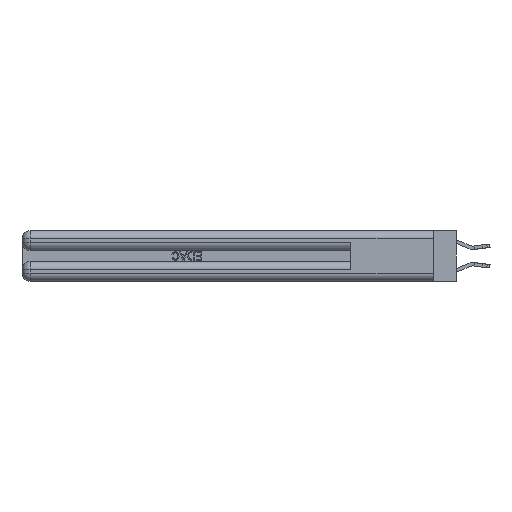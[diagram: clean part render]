
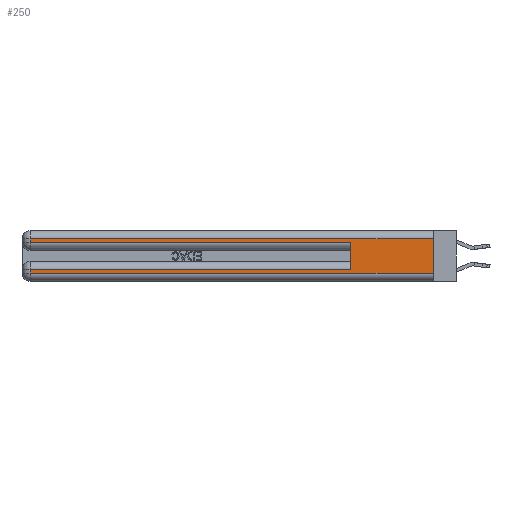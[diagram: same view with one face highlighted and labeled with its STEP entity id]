
A CAD part, left-side view. The second image highlights one B-rep face of the part: STEP entity #250.
In plain terms, the highlighted planar face has unit normal (-1, 0, 0).
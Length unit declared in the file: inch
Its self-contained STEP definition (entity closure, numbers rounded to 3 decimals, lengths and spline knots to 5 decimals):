
#114 = CARTESIAN_POINT ( 'NONE',  ( 0., 2.94, 0.085 ) ) ;
#250 = ADVANCED_FACE ( 'NONE', ( #23275 ), #3533, .F. ) ;
#367 = CARTESIAN_POINT ( 'NONE',  ( 0., 2.94, 0.37 ) ) ;
#1302 = DIRECTION ( 'NONE',  ( 0., 0., -1. ) ) ;
#1334 = ORIENTED_EDGE ( 'NONE', *, *, #4940, .T. ) ;
#2741 = EDGE_CURVE ( 'NONE', #8792, #6178, #7841, .T. ) ;
#3278 = VECTOR ( 'NONE', #10507, 39.37008 ) ;
#3301 = CARTESIAN_POINT ( 'NONE',  ( 0., 0., 0.37 ) ) ;
#3441 = VECTOR ( 'NONE', #28350, 39.37008 ) ;
#3533 = PLANE ( 'NONE',  #12284 ) ;
#4940 = EDGE_CURVE ( 'NONE', #18396, #24240, #14798, .T. ) ;
#5043 = EDGE_CURVE ( 'NONE', #17995, #18396, #22782, .T. ) ;
#5119 = DIRECTION ( 'NONE',  ( 0., 1., 0. ) ) ;
#5309 = DIRECTION ( 'NONE',  ( 0., 0., -1. ) ) ;
#5583 = ORIENTED_EDGE ( 'NONE', *, *, #19559, .T. ) ;
#6178 = VERTEX_POINT ( 'NONE', #28905 ) ;
#6199 = CARTESIAN_POINT ( 'NONE',  ( 0., 0., 0.06 ) ) ;
#6575 = CARTESIAN_POINT ( 'NONE',  ( 0., 0.6, 0.285 ) ) ;
#7260 = DIRECTION ( 'NONE',  ( 0., -1., 0. ) ) ;
#7731 = CARTESIAN_POINT ( 'NONE',  ( 0., 0., 0.31 ) ) ;
#7841 = LINE ( 'NONE', #367, #24532 ) ;
#7967 = CARTESIAN_POINT ( 'NONE',  ( 0., 2.94, 0.37 ) ) ;
#8527 = EDGE_CURVE ( 'NONE', #6178, #26569, #16223, .T. ) ;
#8792 = VERTEX_POINT ( 'NONE', #114 ) ;
#8872 = EDGE_CURVE ( 'NONE', #17995, #26569, #17616, .T. ) ;
#9419 = VERTEX_POINT ( 'NONE', #6575 ) ;
#10188 = CARTESIAN_POINT ( 'NONE',  ( 0., 0., 0.31 ) ) ;
#10507 = DIRECTION ( 'NONE',  ( 0., 0., -1. ) ) ;
#12284 = AXIS2_PLACEMENT_3D ( 'NONE', #28045, #23111, #1302 ) ;
#13002 = DIRECTION ( 'NONE',  ( 0., 0., -1. ) ) ;
#13419 = ORIENTED_EDGE ( 'NONE', *, *, #8527, .T. ) ;
#14404 = EDGE_CURVE ( 'NONE', #24212, #9419, #18475, .T. ) ;
#14420 = CARTESIAN_POINT ( 'NONE',  ( 0., 0., 0.285 ) ) ;
#14798 = LINE ( 'NONE', #7967, #3278 ) ;
#15000 = ORIENTED_EDGE ( 'NONE', *, *, #2741, .T. ) ;
#15598 = CARTESIAN_POINT ( 'NONE',  ( 0., 0.6, 0.145 ) ) ;
#15946 = VECTOR ( 'NONE', #7260, 39.37008 ) ;
#16223 = LINE ( 'NONE', #6199, #3441 ) ;
#16567 = EDGE_CURVE ( 'NONE', #24240, #9419, #31311, .T. ) ;
#16650 = VECTOR ( 'NONE', #13002, 39.37008 ) ;
#17616 = LINE ( 'NONE', #3301, #16650 ) ;
#17825 = CARTESIAN_POINT ( 'NONE',  ( 0., 0., 0.085 ) ) ;
#17995 = VERTEX_POINT ( 'NONE', #7731 ) ;
#18396 = VERTEX_POINT ( 'NONE', #26979 ) ;
#18475 = LINE ( 'NONE', #15598, #26026 ) ;
#18563 = VECTOR ( 'NONE', #5119, 39.37008 ) ;
#19279 = CARTESIAN_POINT ( 'NONE',  ( 0., 2.94, 0.285 ) ) ;
#19559 = EDGE_CURVE ( 'NONE', #24212, #8792, #28211, .T. ) ;
#22315 = CARTESIAN_POINT ( 'NONE',  ( 0., 0.6, 0.085 ) ) ;
#22782 = LINE ( 'NONE', #10188, #18563 ) ;
#23111 = DIRECTION ( 'NONE',  ( 1., 0., 0. ) ) ;
#23275 = FACE_OUTER_BOUND ( 'NONE', #29505, .T. ) ;
#23307 = ORIENTED_EDGE ( 'NONE', *, *, #16567, .T. ) ;
#23721 = ORIENTED_EDGE ( 'NONE', *, *, #5043, .T. ) ;
#23928 = CARTESIAN_POINT ( 'NONE',  ( 0., 0., 0.06 ) ) ;
#24212 = VERTEX_POINT ( 'NONE', #22315 ) ;
#24240 = VERTEX_POINT ( 'NONE', #19279 ) ;
#24532 = VECTOR ( 'NONE', #5309, 39.37008 ) ;
#25290 = ORIENTED_EDGE ( 'NONE', *, *, #8872, .F. ) ;
#26026 = VECTOR ( 'NONE', #27551, 39.37008 ) ;
#26569 = VERTEX_POINT ( 'NONE', #23928 ) ;
#26979 = CARTESIAN_POINT ( 'NONE',  ( 0., 2.94, 0.31 ) ) ;
#27079 = ORIENTED_EDGE ( 'NONE', *, *, #14404, .F. ) ;
#27551 = DIRECTION ( 'NONE',  ( 0., 0., 1. ) ) ;
#27894 = DIRECTION ( 'NONE',  ( 0., 1., 0. ) ) ;
#28045 = CARTESIAN_POINT ( 'NONE',  ( 0., 0., 0.37 ) ) ;
#28211 = LINE ( 'NONE', #17825, #29211 ) ;
#28350 = DIRECTION ( 'NONE',  ( 0., -1., 0. ) ) ;
#28905 = CARTESIAN_POINT ( 'NONE',  ( 0., 2.94, 0.06 ) ) ;
#29211 = VECTOR ( 'NONE', #27894, 39.37008 ) ;
#29505 = EDGE_LOOP ( 'NONE', ( #25290, #23721, #1334, #23307, #27079, #5583, #15000, #13419 ) ) ;
#31311 = LINE ( 'NONE', #14420, #15946 ) ;
